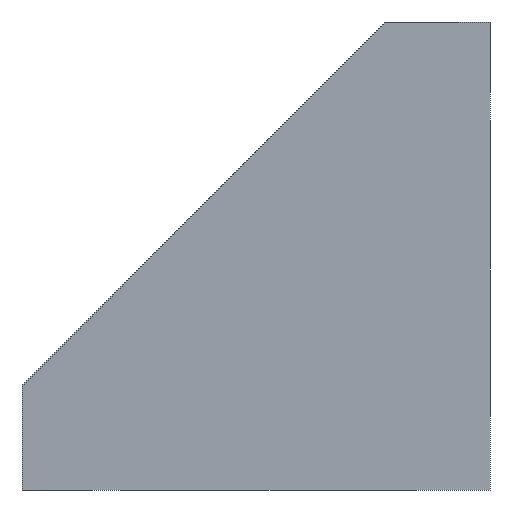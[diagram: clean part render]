
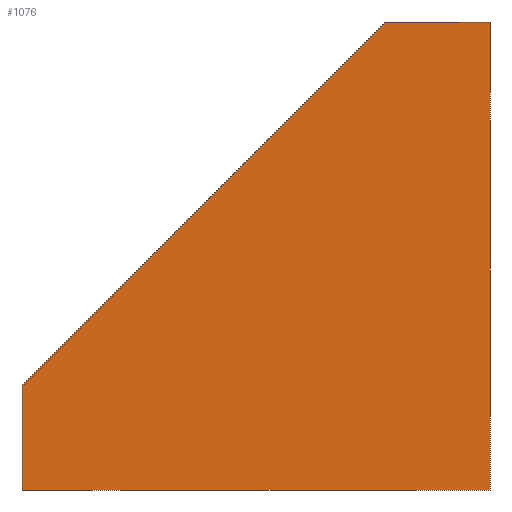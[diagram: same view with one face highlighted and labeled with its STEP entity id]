
A CAD part, front view. The second image highlights one B-rep face of the part: STEP entity #1076.
In plain terms, the highlighted planar face has unit normal (0, -1, 0).
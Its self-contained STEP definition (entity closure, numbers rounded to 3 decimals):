
#251=CARTESIAN_POINT('',(0.0,0.0,0.0));
#252=VERTEX_POINT('',#251);
#259=CARTESIAN_POINT('',(0.0,0.0,6.));
#260=VERTEX_POINT('',#259);
#261=CARTESIAN_POINT('',(0.0,0.0,0.0));
#262=DIRECTION('',(0.0,0.0,1.0));
#263=VECTOR('',#262,6.);
#264=LINE('',#261,#263);
#265=EDGE_CURVE('',#252,#260,#264,.T.);
#472=CARTESIAN_POINT('',(27.,0.0,27.));
#473=VERTEX_POINT('',#472);
#480=CARTESIAN_POINT('',(27.,0.0,0.0));
#481=VERTEX_POINT('',#480);
#482=CARTESIAN_POINT('',(27.,0.0,0.0));
#483=DIRECTION('',(0.0,0.0,1.0));
#484=VECTOR('',#483,27.);
#485=LINE('',#482,#484);
#486=EDGE_CURVE('',#481,#473,#485,.T.);
#869=CARTESIAN_POINT('',(21.,0.0,27.));
#870=VERTEX_POINT('',#869);
#871=CARTESIAN_POINT('',(21.,0.0,27.));
#872=DIRECTION('',(-0.707,0.0,-0.707));
#873=VECTOR('',#872,29.698);
#874=LINE('',#871,#873);
#875=EDGE_CURVE('',#870,#260,#874,.T.);
#979=CARTESIAN_POINT('',(27.,0.0,27.));
#980=DIRECTION('',(-1.0,0.0,0.0));
#981=VECTOR('',#980,6.);
#982=LINE('',#979,#981);
#983=EDGE_CURVE('',#473,#870,#982,.T.);
#1059=CARTESIAN_POINT('',(27.,0.0,0.0));
#1060=DIRECTION('',(0.0,-1.0,0.0));
#1061=DIRECTION('',(0.0,0.0,-1.0));
#1062=AXIS2_PLACEMENT_3D('',#1059,#1060,#1061);
#1063=PLANE('',#1062);
#1064=ORIENTED_EDGE('',*,*,#875,.T.);
#1065=ORIENTED_EDGE('',*,*,#265,.F.);
#1066=CARTESIAN_POINT('',(0.0,0.0,0.0));
#1067=DIRECTION('',(1.0,0.0,0.0));
#1068=VECTOR('',#1067,27.);
#1069=LINE('',#1066,#1068);
#1070=EDGE_CURVE('',#252,#481,#1069,.T.);
#1071=ORIENTED_EDGE('',*,*,#1070,.T.);
#1072=ORIENTED_EDGE('',*,*,#486,.T.);
#1073=ORIENTED_EDGE('',*,*,#983,.T.);
#1074=EDGE_LOOP('',(#1064,#1065,#1071,#1072,#1073));
#1075=FACE_OUTER_BOUND('',#1074,.T.);
#1076=ADVANCED_FACE('',(#1075),#1063,.T.);
